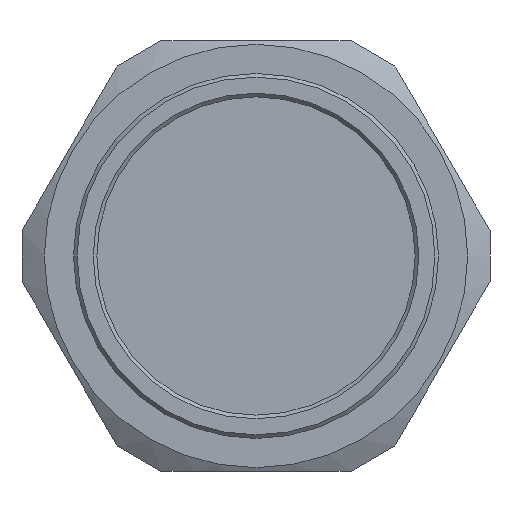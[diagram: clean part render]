
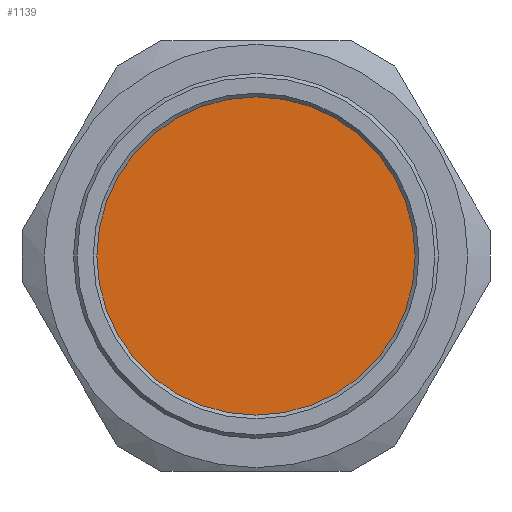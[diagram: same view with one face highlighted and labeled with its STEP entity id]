
A CAD part, front view. The second image highlights one B-rep face of the part: STEP entity #1139.
In plain terms, the highlighted planar face has unit normal (0, -1, 0).
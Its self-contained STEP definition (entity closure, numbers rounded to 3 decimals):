
#250=FACE_OUTER_BOUND('',#323,.T.);
#323=EDGE_LOOP('',(#737));
#402=CIRCLE('',#1237,21.8);
#442=VERTEX_POINT('',#1639);
#558=EDGE_CURVE('',#442,#442,#402,.T.);
#737=ORIENTED_EDGE('',*,*,#558,.T.);
#1094=PLANE('',#1236);
#1139=ADVANCED_FACE('',(#250),#1094,.F.);
#1236=AXIS2_PLACEMENT_3D('',#1638,#1353,#1354);
#1237=AXIS2_PLACEMENT_3D('',#1640,#1355,#1356);
#1353=DIRECTION('center_axis',(0.,1.,0.));
#1354=DIRECTION('ref_axis',(0.,0.,1.));
#1355=DIRECTION('center_axis',(0.,-1.,0.));
#1356=DIRECTION('ref_axis',(-1.,0.,0.));
#1638=CARTESIAN_POINT('Origin',(407.115,103.913,285.8));
#1639=CARTESIAN_POINT('',(428.915,103.913,285.8));
#1640=CARTESIAN_POINT('Origin',(407.115,103.913,285.8));
